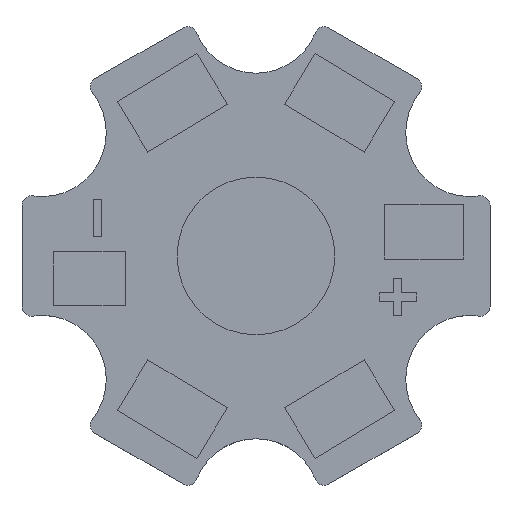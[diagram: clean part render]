
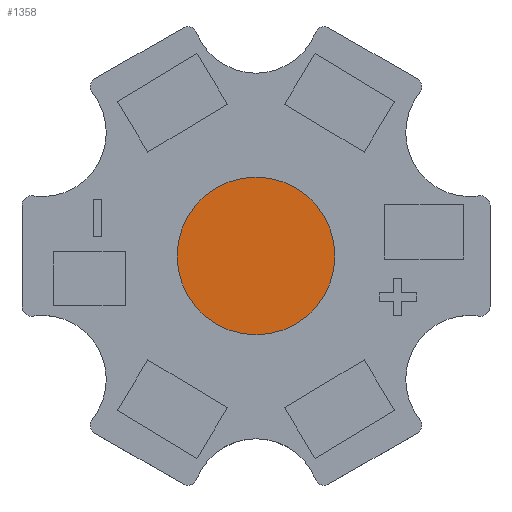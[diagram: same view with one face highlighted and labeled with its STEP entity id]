
A CAD part, top view. The second image highlights one B-rep face of the part: STEP entity #1358.
In plain terms, the highlighted planar face has unit normal (0, 0, 1).
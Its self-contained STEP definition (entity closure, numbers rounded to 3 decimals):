
#25=CIRCLE('',#1454,3.37);
#111=FACE_OUTER_BOUND('',#187,.T.);
#187=EDGE_LOOP('',(#1006));
#605=VERTEX_POINT('',#2076);
#759=EDGE_CURVE('',#605,#605,#25,.T.);
#1006=ORIENTED_EDGE('',*,*,#759,.T.);
#1300=PLANE('',#1456);
#1358=ADVANCED_FACE('',(#111),#1300,.T.);
#1454=AXIS2_PLACEMENT_3D('',#2077,#1671,#1672);
#1456=AXIS2_PLACEMENT_3D('',#2081,#1676,#1677);
#1671=DIRECTION('center_axis',(0.,0.,1.));
#1672=DIRECTION('ref_axis',(-1.,0.,0.));
#1676=DIRECTION('center_axis',(0.,0.,1.));
#1677=DIRECTION('ref_axis',(-1.,0.,0.));
#2076=CARTESIAN_POINT('',(3.37,0.,1.36));
#2077=CARTESIAN_POINT('Origin',(0.,0.,1.36));
#2081=CARTESIAN_POINT('Origin',(0.,0.,1.36));
